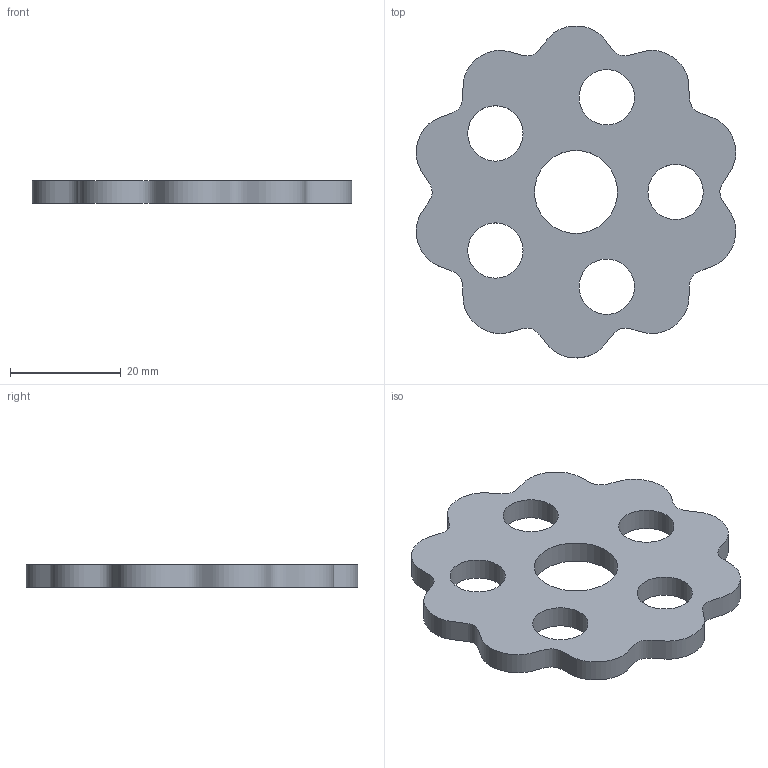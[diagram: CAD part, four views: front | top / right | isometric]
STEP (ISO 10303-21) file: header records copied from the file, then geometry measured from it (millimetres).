
FILE_DESCRIPTION(/* description */ (''),/* implementation_level */ '2;1');
FILE_NAME(/* name */ '',/* time_stamp */ '2023-01-19T17:56:47+08:00',/* author */ (''),/* organization */ (''),/* preprocessor_version */ 'ST-DEVELOPER v19.2',/* originating_system */ 'Autodesk Translation Framework v11.17.0.187',/* authorisation */ '');
FILE_SCHEMA (('AUTOMOTIVE_DESIGN { 1 0 10303 214 3 1 1 }'));
Length unit declared in the file: millimetre
Products named in the file (2): 摆线3; Cycloidal reducer
Assembly tree (1 placements, depth 2):
  摆线3
    Cycloidal reducer
Bounding box: 57.77 x 60 x 4 mm (x, y, z)
Volume: 7694.7 mm3; surface area: 5528.4 mm2
Topology: 1 solids, 1 shells, 9 faces, 21 edges, 14 vertices
Faces by surface type: cylinder 6, plane 2, bspline 1
Full cylindrical faces by diameter (mm): 10 x5, 15 x1
Entity records: 1551 total; most frequent: CARTESIAN_POINT 1264, DIRECTION 53, ORIENTED_EDGE 42, AXIS2_PLACEMENT_3D 23, EDGE_LOOP 21, EDGE_CURVE 21, VERTEX_POINT 14, FACE_BOUND 12
